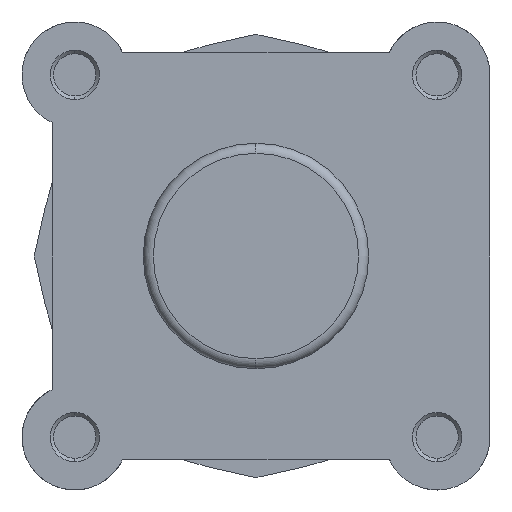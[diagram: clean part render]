
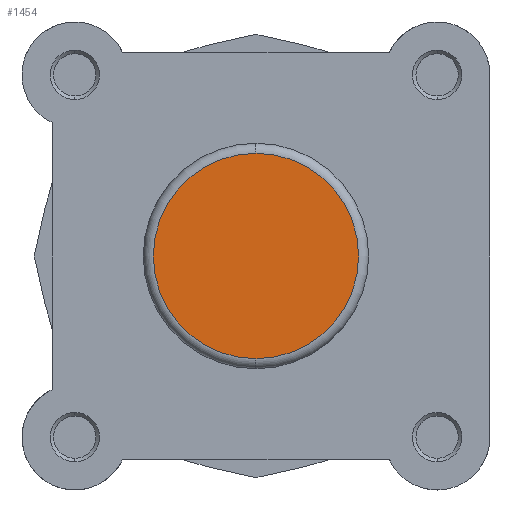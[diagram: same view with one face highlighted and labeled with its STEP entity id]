
A CAD part, left-side view. The second image highlights one B-rep face of the part: STEP entity #1454.
In plain terms, the highlighted planar face has unit normal (-1, 0, 0).
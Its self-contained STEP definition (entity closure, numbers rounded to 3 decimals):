
#214 = CARTESIAN_POINT ( 'NONE',  ( 0., 0., -20.4 ) ) ;
#296 = CARTESIAN_POINT ( 'NONE',  ( 0., 0., 20.4 ) ) ;
#468 = FACE_OUTER_BOUND ( 'NONE', #559, .T. ) ;
#559 = EDGE_LOOP ( 'NONE', ( #700, #699 ) ) ;
#699 = ORIENTED_EDGE ( 'NONE', *, *, #2737, .T. ) ;
#700 = ORIENTED_EDGE ( 'NONE', *, *, #2794, .T. ) ;
#1454 = ADVANCED_FACE ( 'NONE', ( #468 ), #4994, .F. ) ;
#1486 = CARTESIAN_POINT ( 'NONE',  ( 0., 0., 0. ) ) ;
#1487 = DIRECTION ( 'NONE',  ( -1., 0., 0. ) ) ;
#1488 = DIRECTION ( 'NONE',  ( 0., 0., -1. ) ) ;
#1579 = CARTESIAN_POINT ( 'NONE',  ( 0., 0., 0. ) ) ;
#1587 = DIRECTION ( 'NONE',  ( -1., 0., 0. ) ) ;
#1588 = DIRECTION ( 'NONE',  ( 0., 0., -1. ) ) ;
#2737 = EDGE_CURVE ( 'NONE', #4926, #4815, #3969, .T. ) ;
#2794 = EDGE_CURVE ( 'NONE', #4815, #4926, #4028, .T. ) ;
#3125 = AXIS2_PLACEMENT_3D ( 'NONE', #4975, #4753, #4752 ) ;
#3242 = AXIS2_PLACEMENT_3D ( 'NONE', #1486, #1487, #1488 ) ;
#3263 = AXIS2_PLACEMENT_3D ( 'NONE', #1579, #1587, #1588 ) ;
#3969 = CIRCLE ( 'NONE', #3242, 20.4 ) ;
#4028 = CIRCLE ( 'NONE', #3263, 20.4 ) ;
#4752 = DIRECTION ( 'NONE',  ( 0., 0., -1. ) ) ;
#4753 = DIRECTION ( 'NONE',  ( 1., 0., 0. ) ) ;
#4815 = VERTEX_POINT ( 'NONE', #214 ) ;
#4926 = VERTEX_POINT ( 'NONE', #296 ) ;
#4975 = CARTESIAN_POINT ( 'NONE',  ( 0., 0., 0. ) ) ;
#4994 = PLANE ( 'NONE',  #3125 ) ;
